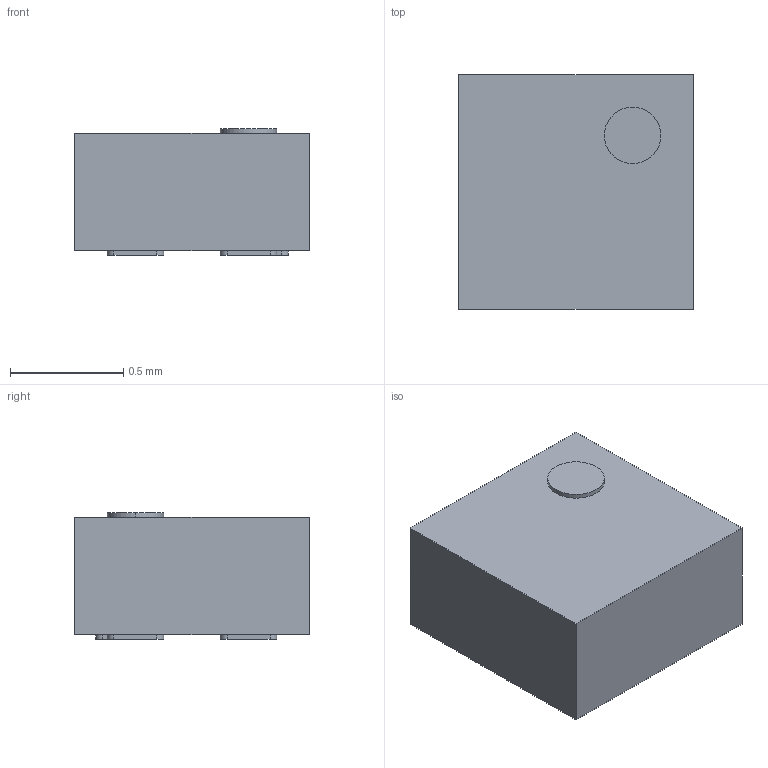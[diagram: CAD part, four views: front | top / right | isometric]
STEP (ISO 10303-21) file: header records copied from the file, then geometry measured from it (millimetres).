
FILE_DESCRIPTION (( 'STEP AP203' ), '1' );
FILE_NAME ('BD2425N50100AHF.STEP', '2024-09-16T16:21:00', ( '' ), ( '' ), 'SwSTEP 2.0', 'SolidWorks 2023', '' );
FILE_SCHEMA (( 'CONFIG_CONTROL_DESIGN' ));
Length unit declared in the file: millimetre
Products named in the file (1): BD2425N50100AHF
Bounding box: 1.04 x 1.04 x 0.56 mm (x, y, z)
Volume: 0.6 mm3; surface area: 4.4 mm2
Topology: 1 solids, 1 shells, 57 faces, 138 edges, 92 vertices
Faces by surface type: plane 31, cylinder 26
Entity records: 1761 total; most frequent: DIRECTION 306, CARTESIAN_POINT 288, ORIENTED_EDGE 276, EDGE_CURVE 138, AXIS2_PLACEMENT_3D 110, VERTEX_POINT 92, LINE 86, VECTOR 86
